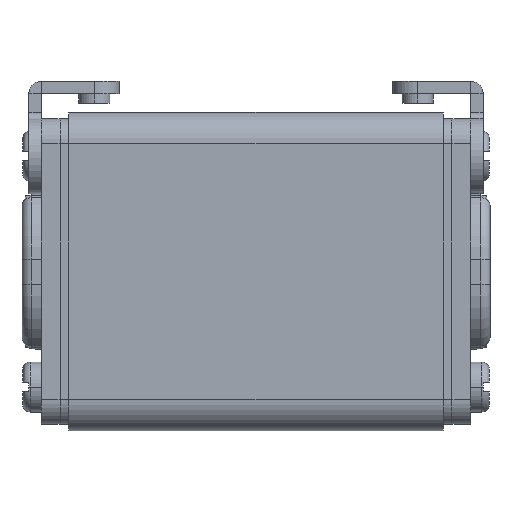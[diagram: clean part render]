
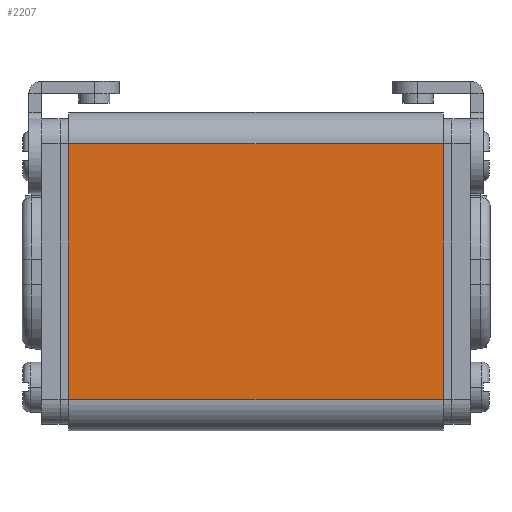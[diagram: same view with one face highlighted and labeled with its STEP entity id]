
A CAD part, left-side view. The second image highlights one B-rep face of the part: STEP entity #2207.
In plain terms, the highlighted face is planar.
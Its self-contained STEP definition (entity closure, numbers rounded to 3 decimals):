
#166=DIRECTION('',(0.,1.,0.));
#167=VECTOR('',#166,41.);
#168=CARTESIAN_POINT('',(-30.,-20.5,-25.5));
#169=LINE('',#168,#167);
#225=DIRECTION('',(-1.,0.,0.));
#226=VECTOR('',#225,60.);
#227=CARTESIAN_POINT('',(30.,-20.5,-25.5));
#228=LINE('',#227,#226);
#608=DIRECTION('',(1.,0.,0.));
#609=VECTOR('',#608,60.);
#610=CARTESIAN_POINT('',(-30.,20.5,-25.5));
#611=LINE('',#610,#609);
#622=DIRECTION('',(0.,1.,0.));
#623=VECTOR('',#622,41.);
#624=CARTESIAN_POINT('',(30.,-20.5,-25.5));
#625=LINE('',#624,#623);
#1671=CARTESIAN_POINT('',(-30.,-20.5,-25.5));
#1673=VERTEX_POINT('',#1671);
#1674=CARTESIAN_POINT('',(-30.,20.5,-25.5));
#1675=VERTEX_POINT('',#1674);
#1688=CARTESIAN_POINT('',(30.,-20.5,-25.5));
#1689=VERTEX_POINT('',#1688);
#1920=CARTESIAN_POINT('',(30.,20.5,-25.5));
#1921=VERTEX_POINT('',#1920);
#2195=CARTESIAN_POINT('',(-30.,-25.5,-25.5));
#2196=DIRECTION('',(0.,0.,-1.));
#2197=DIRECTION('',(0.,1.,0.));
#2198=AXIS2_PLACEMENT_3D('',#2195,#2196,#2197);
#2199=PLANE('',#2198);
#2200=ORIENTED_EDGE('',*,*,#1984,.F.);
#2202=ORIENTED_EDGE('',*,*,#2201,.T.);
#2203=ORIENTED_EDGE('',*,*,#2187,.F.);
#2204=ORIENTED_EDGE('',*,*,#1957,.F.);
#2205=EDGE_LOOP('',(#2200,#2202,#2203,#2204));
#2206=FACE_OUTER_BOUND('',#2205,.F.);
#1957=EDGE_CURVE('',#1673,#1675,#169,.T.);
#1984=EDGE_CURVE('',#1689,#1673,#228,.T.);
#2187=EDGE_CURVE('',#1675,#1921,#611,.T.);
#2201=EDGE_CURVE('',#1689,#1921,#625,.T.);
#2207=ADVANCED_FACE('',(#2206),#2199,.T.);
